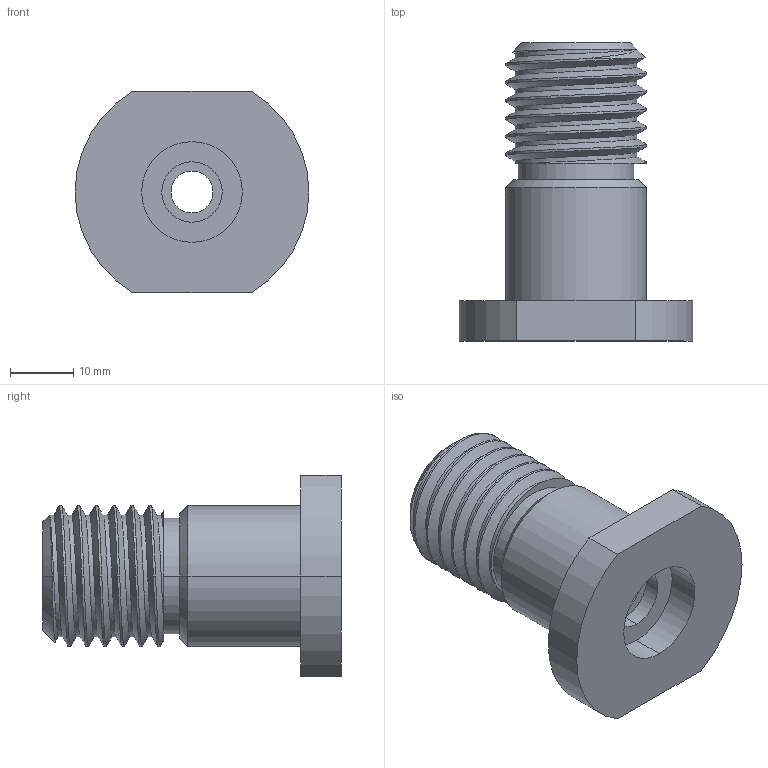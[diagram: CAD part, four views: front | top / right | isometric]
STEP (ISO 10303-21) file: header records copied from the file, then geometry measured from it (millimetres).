
FILE_DESCRIPTION (( 'STEP AP203' ), '1' );
FILE_NAME ('Rotary Passthrough Plug.STEP', '2021-10-25T17:57:27', ( '' ), ( '' ), 'SwSTEP 2.0', 'SolidWorks 2020', '' );
FILE_SCHEMA (( 'CONFIG_CONTROL_DESIGN' ));
Length unit declared in the file: inch
Products named in the file (1): Rotary Passthrough Plug
Bounding box: 36.83 x 46.99 x 31.75 mm (x, y, z)
Volume: 17102.9 mm3; surface area: 7399.7 mm2
Topology: 1 solids, 1 shells, 49 faces, 118 edges, 78 vertices
Faces by surface type: cylinder 30, plane 12, cone 4, bspline 3
Entity records: 4750 total; most frequent: CARTESIAN_POINT 3577, ORIENTED_EDGE 236, DIRECTION 216, EDGE_CURVE 118, AXIS2_PLACEMENT_3D 88, VERTEX_POINT 78, EDGE_LOOP 58, FACE_OUTER_BOUND 49
